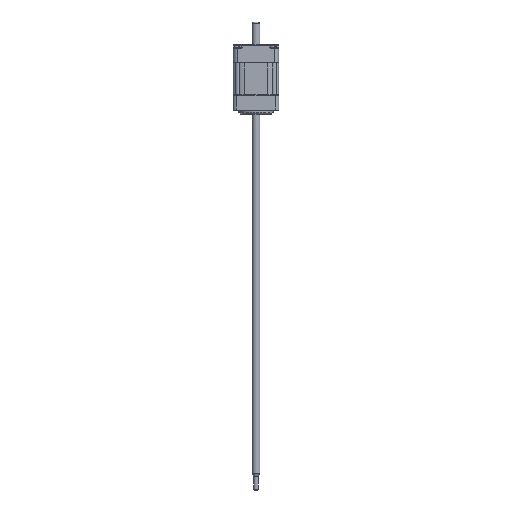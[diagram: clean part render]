
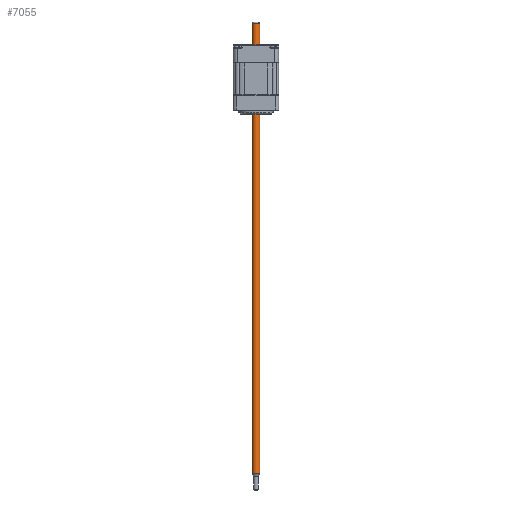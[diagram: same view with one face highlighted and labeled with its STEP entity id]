
A CAD part, front view. The second image highlights one B-rep face of the part: STEP entity #7055.
In plain terms, the highlighted cylindrical face has radius 1.75 mm (diameter 3.5 mm), a partial arc.
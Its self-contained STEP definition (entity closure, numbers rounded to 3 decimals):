
#379 = EDGE_LOOP ( 'NONE', ( #4858, #6263, #9950, #1199 ) ) ;
#627 = CARTESIAN_POINT ( 'NONE',  ( 0.754, -3.676, -145.484 ) ) ;
#670 = DIRECTION ( 'NONE',  ( 0., 0., -1. ) ) ;
#1107 = VERTEX_POINT ( 'NONE', #3939 ) ;
#1199 = ORIENTED_EDGE ( 'NONE', *, *, #6553, .F. ) ;
#1271 = DIRECTION ( 'NONE',  ( 0., 0., -1. ) ) ;
#1697 = CARTESIAN_POINT ( 'NONE',  ( 0.754, -3.676, 25.416 ) ) ;
#2008 = DIRECTION ( 'NONE',  ( 0., 0., -1. ) ) ;
#2156 = DIRECTION ( 'NONE',  ( 0., 0., -1. ) ) ;
#2837 = CARTESIAN_POINT ( 'NONE',  ( 2.453, -3.253, 25.416 ) ) ;
#3135 = CYLINDRICAL_SURFACE ( 'NONE', #7675, 1.75 ) ;
#3428 = CIRCLE ( 'NONE', #9541, 1.75 ) ;
#3730 = DIRECTION ( 'NONE',  ( -0.97, -0.241, 0. ) ) ;
#3939 = CARTESIAN_POINT ( 'NONE',  ( 4.151, -2.831, -172.785 ) ) ;
#4749 = VERTEX_POINT ( 'NONE', #6946 ) ;
#4858 = ORIENTED_EDGE ( 'NONE', *, *, #6923, .F. ) ;
#5077 = VECTOR ( 'NONE', #670, 1000. ) ;
#5362 = LINE ( 'NONE', #627, #5077 ) ;
#5542 = EDGE_CURVE ( 'NONE', #7899, #6411, #8514, .T. ) ;
#5778 = FACE_OUTER_BOUND ( 'NONE', #379, .T. ) ;
#6263 = ORIENTED_EDGE ( 'NONE', *, *, #5542, .T. ) ;
#6411 = VERTEX_POINT ( 'NONE', #1697 ) ;
#6420 = CARTESIAN_POINT ( 'NONE',  ( 4.151, -2.831, -145.484 ) ) ;
#6553 = EDGE_CURVE ( 'NONE', #1107, #4749, #3428, .T. ) ;
#6574 = CARTESIAN_POINT ( 'NONE',  ( 2.453, -3.253, -172.785 ) ) ;
#6923 = EDGE_CURVE ( 'NONE', #7899, #1107, #11288, .T. ) ;
#6946 = CARTESIAN_POINT ( 'NONE',  ( 0.754, -3.676, -172.785 ) ) ;
#7055 = ADVANCED_FACE ( 'NONE', ( #5778 ), #3135, .T. ) ;
#7286 = EDGE_CURVE ( 'NONE', #6411, #4749, #5362, .T. ) ;
#7466 = CARTESIAN_POINT ( 'NONE',  ( 2.453, -3.253, -145.484 ) ) ;
#7471 = DIRECTION ( 'NONE',  ( 0.97, 0.241, 0. ) ) ;
#7675 = AXIS2_PLACEMENT_3D ( 'NONE', #7466, #2156, #8334 ) ;
#7899 = VERTEX_POINT ( 'NONE', #9655 ) ;
#8334 = DIRECTION ( 'NONE',  ( -0.97, -0.241, 0. ) ) ;
#8514 = CIRCLE ( 'NONE', #10430, 1.75 ) ;
#8964 = VECTOR ( 'NONE', #2008, 1000. ) ;
#9028 = DIRECTION ( 'NONE',  ( 0., 0., -1. ) ) ;
#9541 = AXIS2_PLACEMENT_3D ( 'NONE', #6574, #1271, #7471 ) ;
#9655 = CARTESIAN_POINT ( 'NONE',  ( 4.151, -2.831, 25.416 ) ) ;
#9950 = ORIENTED_EDGE ( 'NONE', *, *, #7286, .T. ) ;
#10430 = AXIS2_PLACEMENT_3D ( 'NONE', #2837, #9028, #3730 ) ;
#11288 = LINE ( 'NONE', #6420, #8964 ) ;
